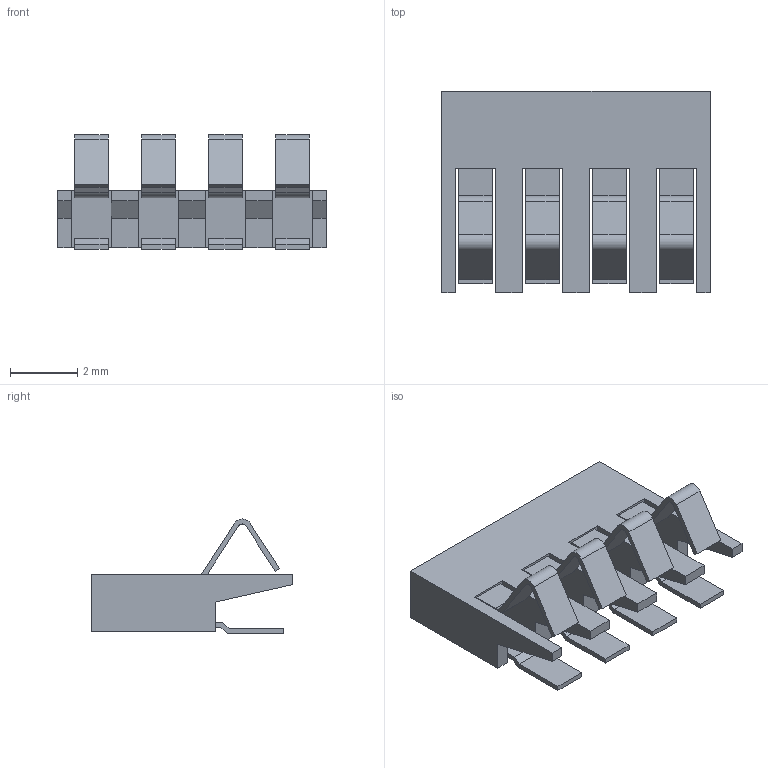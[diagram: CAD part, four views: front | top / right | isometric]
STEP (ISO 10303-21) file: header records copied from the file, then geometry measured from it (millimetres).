
FILE_DESCRIPTION(/* description */ (''),/* implementation_level */ '2;1');
FILE_NAME(/* name */ 'CONN-SMD_BC-12-4P.step',/* time_stamp */ '2023-09-21T14:28:05-07:00',/* author */ (''),/* organization */ (''),/* preprocessor_version */ 'ST-DEVELOPER v20',/* originating_system */ 'Autodesk Translation Framework v12.14.0.127',/* authorisation */ '');
FILE_SCHEMA (('AUTOMOTIVE_DESIGN { 1 0 10303 214 3 1 1 }'));
Length unit declared in the file: millimetre
Products named in the file (2): CONN-SMD_BC-12-4P; COMPOUND (2)
Assembly tree (1 placements, depth 2):
  CONN-SMD_BC-12-4P
    COMPOUND (2)
Bounding box: 8 x 6 x 3.4 mm (x, y, z)
Volume: 48 mm3; surface area: 209.4 mm2
Topology: 14 solids, 14 shells, 406 faces, 1089 edges, 726 vertices
Faces by surface type: plane 278, bspline 112, cylinder 16
Entity records: 13960 total; most frequent: CARTESIAN_POINT 4046, ORIENTED_EDGE 2178, DIRECTION 1671, EDGE_CURVE 1089, LINE 833, VECTOR 833, VERTEX_POINT 726, EDGE_LOOP 433
